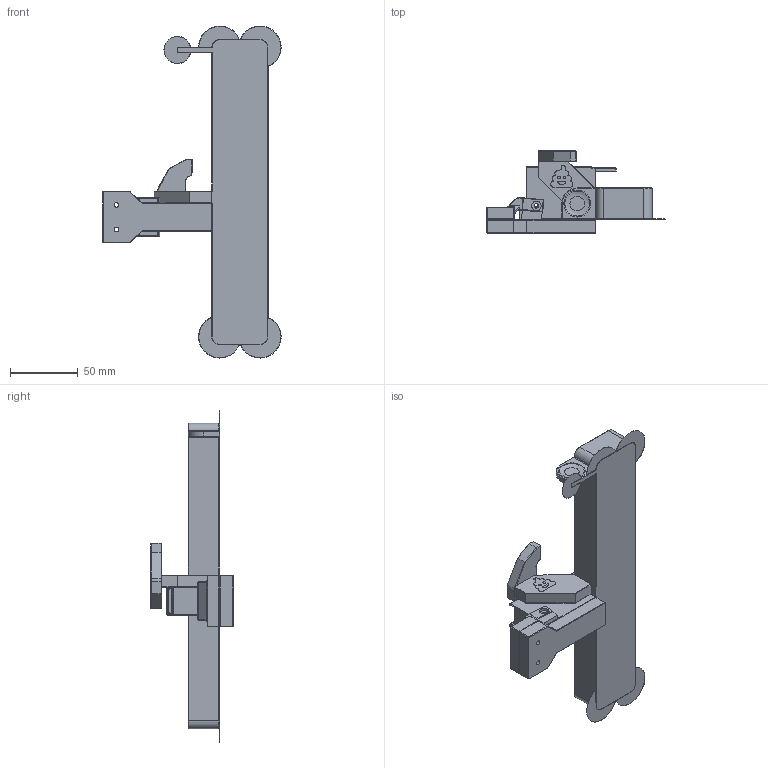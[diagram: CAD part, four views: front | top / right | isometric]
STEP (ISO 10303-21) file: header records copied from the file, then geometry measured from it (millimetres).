
FILE_DESCRIPTION(/* description */ (''),/* implementation_level */ '2;1');
FILE_NAME(/* name */ 'Blobifier.step',/* time_stamp */ '2024-07-10T12:49:18+02:00',/* author */ (''),/* organization */ (''),/* preprocessor_version */ 'ST-DEVELOPER v20',/* originating_system */ 'Autodesk Translation Framework v13.14.0.145',/* authorisation */ '');
FILE_SCHEMA (('AUTOMOTIVE_DESIGN { 1 0 10303 214 3 1 1 }'));
Products named in the file (11): Configuration 1; Tray; Base; Mount_voron_2.4; Bucket Assembly; Bucket; Shaker Stealthburner; Shaker; Arm; [a]_servo_arm_MG90S-3PS v2; Base shim
Assembly tree (10 placements, depth 4):
  Configuration 1
    Tray
    Base
    Mount_voron_2.4
    Bucket Assembly
      Bucket
      Shaker Stealthburner
        Shaker
        Arm
    [a]_servo_arm_MG90S-3PS v2
    Base shim
Bounding box: 131.1 x 60.5 x 244.2 mm (x, y, z)
Volume: 105491.8 mm3; surface area: 80489.6 mm2
Topology: 18 solids, 18 shells, 2197 faces, 5734 edges, 3722 vertices
Faces by surface type: plane 1997, cylinder 83, bspline 70, cone 47
Full cylindrical faces by diameter (mm): 1.5 x2, 1.65 x1, 2.5 x1, 3.4 x11, 3.5 x2, 3.6 x2, 4.6 x5, 5.5 x1, 6.6 x1, 7 x3
Entity records: 67272 total; most frequent: CARTESIAN_POINT 13489, ORIENTED_EDGE 11462, DIRECTION 10110, EDGE_CURVE 5731, LINE 5296, VECTOR 5296, VERTEX_POINT 3722, AXIS2_PLACEMENT_3D 2407
